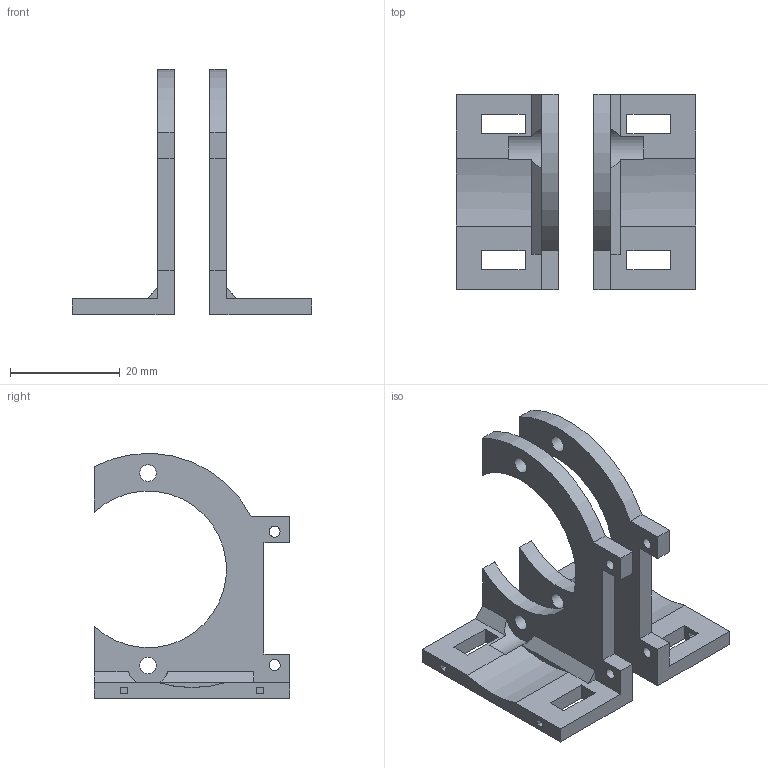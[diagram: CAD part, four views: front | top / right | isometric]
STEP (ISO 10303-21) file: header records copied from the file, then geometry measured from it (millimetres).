
FILE_DESCRIPTION(/* description */ (''),/* implementation_level */ '2;1');
FILE_NAME(/* name */ 'blinds mount v11.step',/* time_stamp */ '2021-06-08T18:31:58+02:00',/* author */ (''),/* organization */ (''),/* preprocessor_version */ 'ST-DEVELOPER v18.1',/* originating_system */ 'Autodesk Translation Framework v10.9.0.1377',/* authorisation */ '');
FILE_SCHEMA (('AUTOMOTIVE_DESIGN { 1 0 10303 214 3 1 1 }'));
Length unit declared in the file: millimetre
Products named in the file (1): blinds mount
Bounding box: 43.5 x 35.5 x 44.57 mm (x, y, z)
Volume: 7177.8 mm3; surface area: 6882.4 mm2
Topology: 2 solids, 2 shells, 86 faces, 244 edges, 162 vertices
Faces by surface type: plane 70, cylinder 16
Full cylindrical faces by diameter (mm): 2 x4, 3 x4
Entity records: 2857 total; most frequent: CARTESIAN_POINT 493, ORIENTED_EDGE 488, DIRECTION 458, EDGE_CURVE 244, LINE 204, VECTOR 204, VERTEX_POINT 162, AXIS2_PLACEMENT_3D 127
